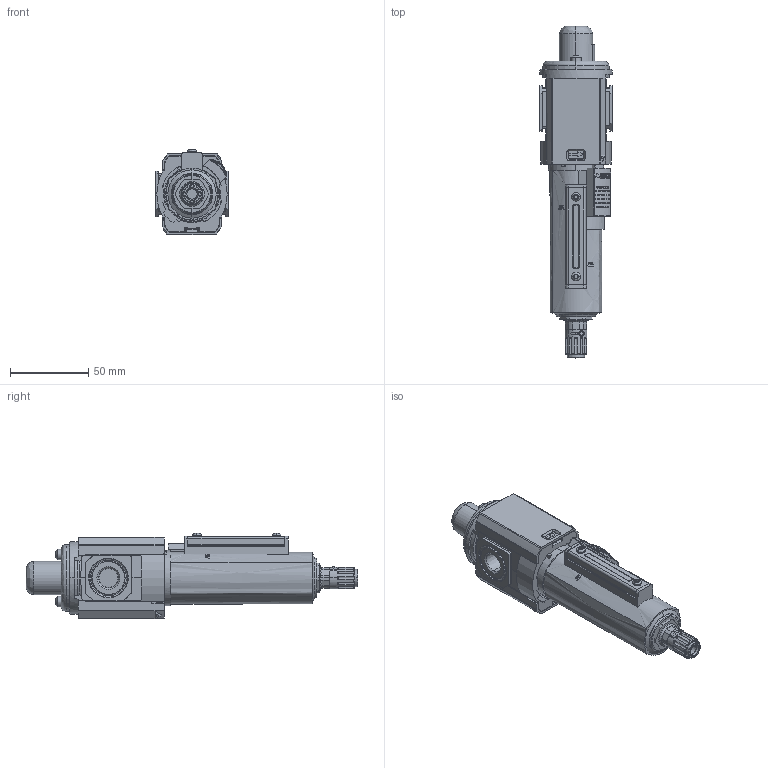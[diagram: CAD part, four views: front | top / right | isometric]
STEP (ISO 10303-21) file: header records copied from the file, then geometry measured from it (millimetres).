
FILE_DESCRIPTION (( 'STEP AP203' ), '1' );
FILE_NAME ('F82C-2AD-AD0.step', '2021-09-07T18:17:03', ( '' ), ( '' ), 'SwSTEP 2.0', 'SolidWorks 2021', '' );
FILE_SCHEMA (( 'CONFIG_CONTROL_DESIGN' ));
Length unit declared in the file: inch
Products named in the file (1): F82C-2AD-AD0
Bounding box: 46.5 x 212.53 x 54.55 mm (x, y, z)
Volume: 228716.4 mm3; surface area: 60776.9 mm2
Topology: 8 solids, 8 shells, 1241 faces, 3381 edges, 2208 vertices
Faces by surface type: plane 520, cylinder 506, cone 100, bspline 89, torus 26
Entity records: 43178 total; most frequent: CARTESIAN_POINT 12482, ORIENTED_EDGE 6746, DIRECTION 6128, EDGE_CURVE 3373, AXIS2_PLACEMENT_3D 2252, VERTEX_POINT 2208, VECTOR 1624, LINE 1624
